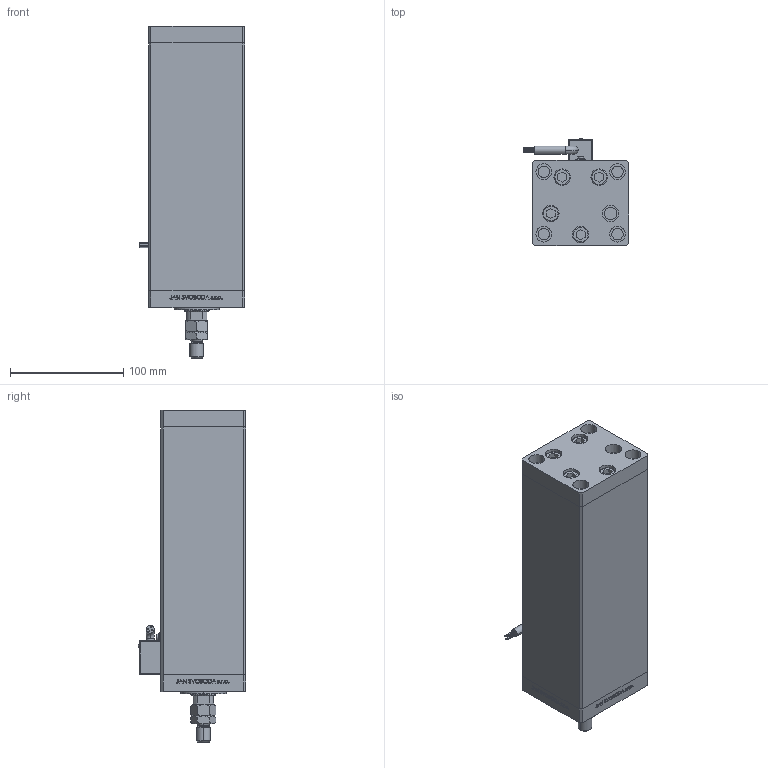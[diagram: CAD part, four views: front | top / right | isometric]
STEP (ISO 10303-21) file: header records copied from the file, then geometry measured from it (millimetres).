
FILE_DESCRIPTION (( 'STEP AP203' ), '1' );
FILE_NAME ('eeae.STEP', '2024-01-08T11:39:58', ( '' ), ( '' ), 'SwSTEP 2.0', 'SolidWorks 2019', '' );
FILE_SCHEMA (( 'CONFIG_CONTROL_DESIGN' ));
Length unit declared in the file: millimetre
Products named in the file (8): MTA 9ddbd6de391496857de4aa21f6ca2187; V220C_C MIDDLE 9ddbd6de391496857de4aa21f6ca2187; Magnetic_Switch_MSU4 9ddbd6de391496857de4aa21f6ca2187; V220C FRONT 9ddbd6de391496857de4aa21f6ca2187; V220C_VC_C 9ddbd6de391496857de4aa21f6ca2187; ALLEN BOLT 9ddbd6de391496857de4aa21f6ca2187; V220C BACK_C 9ddbd6de391496857de4aa21f6ca2187; eeae
Assembly tree (15 placements, depth 2):
  eeae
    ALLEN BOLT 9ddbd6de391496857de4aa21f6ca2187  x9
    V220C_C MIDDLE 9ddbd6de391496857de4aa21f6ca2187
    V220C FRONT 9ddbd6de391496857de4aa21f6ca2187
    Magnetic_Switch_MSU4 9ddbd6de391496857de4aa21f6ca2187
    V220C_VC_C 9ddbd6de391496857de4aa21f6ca2187
    V220C BACK_C 9ddbd6de391496857de4aa21f6ca2187
    MTA 9ddbd6de391496857de4aa21f6ca2187
Bounding box: 93.3 x 95.1 x 293 mm (x, y, z)
Volume: 1339732.3 mm3; surface area: 227545.5 mm2
Topology: 15 solids, 16 shells, 1314 faces, 3204 edges, 2078 vertices
Faces by surface type: plane 596, bspline 380, cylinder 208, cone 72, torus 46, sphere 12
Entity records: 53516 total; most frequent: CARTESIAN_POINT 27598, ORIENTED_EDGE 5652, DIRECTION 3976, EDGE_CURVE 2826, VERTEX_POINT 1854, VECTOR 1584, LINE 1584, EDGE_LOOP 1330
